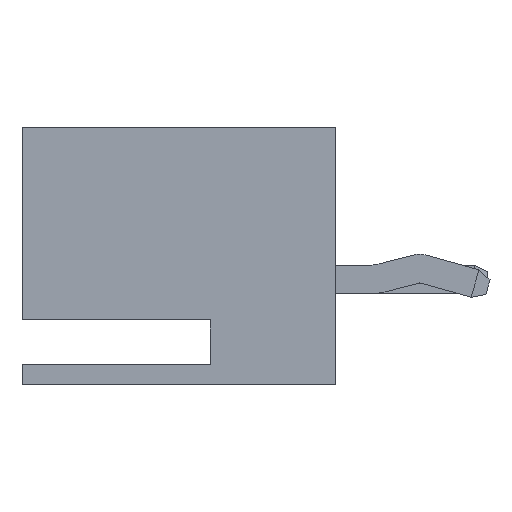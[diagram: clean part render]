
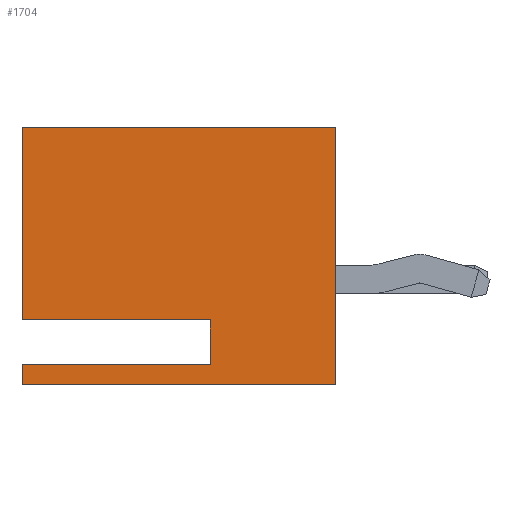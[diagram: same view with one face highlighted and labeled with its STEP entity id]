
A CAD part, left-side view. The second image highlights one B-rep face of the part: STEP entity #1704.
In plain terms, the highlighted planar face has unit normal (-1, 0, 0).
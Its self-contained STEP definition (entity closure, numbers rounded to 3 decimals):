
#26=DIRECTION('',(0.,-1.,0.));
#27=VECTOR('',#26,7.);
#28=CARTESIAN_POINT('',(-10.,3.5,-2.875));
#29=LINE('',#28,#27);
#218=DIRECTION('',(0.,-1.,0.));
#219=VECTOR('',#218,4.2);
#220=CARTESIAN_POINT('',(-10.,3.5,-1.425));
#221=LINE('',#220,#219);
#222=DIRECTION('',(0.,0.,1.));
#223=VECTOR('',#222,4.3);
#224=CARTESIAN_POINT('',(-10.,3.5,-1.425));
#225=LINE('',#224,#223);
#226=DIRECTION('',(0.,0.,1.));
#227=VECTOR('',#226,0.45);
#228=CARTESIAN_POINT('',(-10.,3.5,-2.875));
#229=LINE('',#228,#227);
#230=DIRECTION('',(0.,-1.,0.));
#231=VECTOR('',#230,4.2);
#232=CARTESIAN_POINT('',(-10.,3.5,-2.425));
#233=LINE('',#232,#231);
#234=DIRECTION('',(0.,0.,-1.));
#235=VECTOR('',#234,1.);
#236=CARTESIAN_POINT('',(-10.,-0.7,-1.425));
#237=LINE('',#236,#235);
#246=DIRECTION('',(0.,-1.,0.));
#247=VECTOR('',#246,7.);
#248=CARTESIAN_POINT('',(-10.,3.5,2.875));
#249=LINE('',#248,#247);
#414=DIRECTION('',(0.,0.,1.));
#415=VECTOR('',#414,5.75);
#416=CARTESIAN_POINT('',(-10.,-3.5,-2.875));
#417=LINE('',#416,#415);
#1098=CARTESIAN_POINT('',(-10.,3.5,-2.875));
#1099=CARTESIAN_POINT('',(-10.,-3.5,-2.875));
#1100=VERTEX_POINT('',#1098);
#1101=VERTEX_POINT('',#1099);
#1106=CARTESIAN_POINT('',(-10.,3.5,2.875));
#1107=CARTESIAN_POINT('',(-10.,-3.5,2.875));
#1108=VERTEX_POINT('',#1106);
#1109=VERTEX_POINT('',#1107);
#1118=CARTESIAN_POINT('',(-10.,3.5,-1.425));
#1119=CARTESIAN_POINT('',(-10.,-0.7,-1.425));
#1120=VERTEX_POINT('',#1118);
#1121=VERTEX_POINT('',#1119);
#1122=CARTESIAN_POINT('',(-10.,-0.7,-2.425));
#1123=VERTEX_POINT('',#1122);
#1124=CARTESIAN_POINT('',(-10.,3.5,-2.425));
#1125=VERTEX_POINT('',#1124);
#1685=CARTESIAN_POINT('',(-10.,3.5,-2.875));
#1686=DIRECTION('',(-1.,0.,0.));
#1687=DIRECTION('',(0.,-1.,0.));
#1688=AXIS2_PLACEMENT_3D('',#1685,#1686,#1687);
#1689=PLANE('',#1688);
#1690=ORIENTED_EDGE('',*,*,#1656,.F.);
#1691=ORIENTED_EDGE('',*,*,#1586,.T.);
#1693=ORIENTED_EDGE('',*,*,#1692,.T.);
#1695=ORIENTED_EDGE('',*,*,#1694,.F.);
#1696=ORIENTED_EDGE('',*,*,#1479,.F.);
#1697=ORIENTED_EDGE('',*,*,#1626,.T.);
#1699=ORIENTED_EDGE('',*,*,#1698,.T.);
#1701=ORIENTED_EDGE('',*,*,#1700,.F.);
#1702=EDGE_LOOP('',(#1690,#1691,#1693,#1695,#1696,#1697,#1699,#1701));
#1703=FACE_OUTER_BOUND('',#1702,.F.);
#1704=ADVANCED_FACE('',(#1703),#1689,.T.);
#1479=EDGE_CURVE('',#1100,#1101,#29,.T.);
#1586=EDGE_CURVE('',#1120,#1108,#225,.T.);
#1626=EDGE_CURVE('',#1100,#1125,#229,.T.);
#1656=EDGE_CURVE('',#1120,#1121,#221,.T.);
#1692=EDGE_CURVE('',#1108,#1109,#249,.T.);
#1694=EDGE_CURVE('',#1101,#1109,#417,.T.);
#1698=EDGE_CURVE('',#1125,#1123,#233,.T.);
#1700=EDGE_CURVE('',#1121,#1123,#237,.T.);
